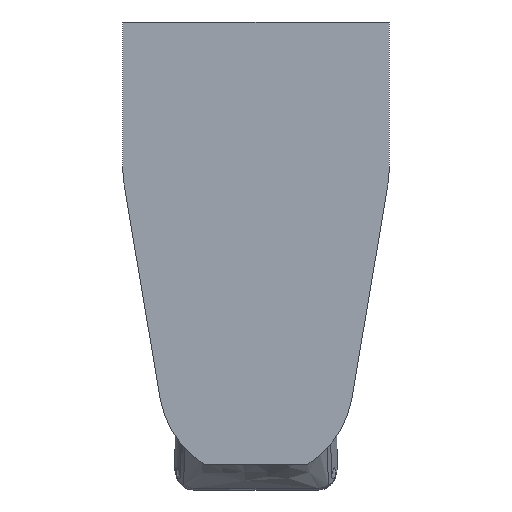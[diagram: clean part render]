
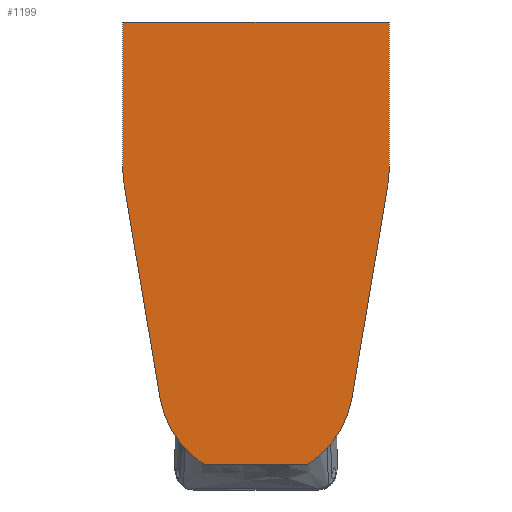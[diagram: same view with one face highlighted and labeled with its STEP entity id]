
A CAD part, front view. The second image highlights one B-rep face of the part: STEP entity #1199.
In plain terms, the highlighted planar face has unit normal (0, -1, 0).
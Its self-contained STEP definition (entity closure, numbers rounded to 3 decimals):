
#77=PLANE('',#1287);
#142=LINE('',#2704,#227);
#153=LINE('',#2735,#238);
#156=LINE('',#2746,#241);
#159=LINE('',#2751,#244);
#160=LINE('',#2754,#245);
#162=LINE('',#2757,#247);
#227=VECTOR('',#1462,10.);
#238=VECTOR('',#1491,10.);
#241=VECTOR('',#1504,10.);
#244=VECTOR('',#1509,10.);
#245=VECTOR('',#1512,10.);
#247=VECTOR('',#1516,10.);
#257=CIRCLE('',#1275,18.5);
#258=CIRCLE('',#1278,13.5);
#259=CIRCLE('',#1280,18.5);
#260=CIRCLE('',#1286,13.5);
#326=FACE_OUTER_BOUND('',#392,.T.);
#392=EDGE_LOOP('',(#1104,#1105,#1106,#1107,#1108,#1109,#1110,#1111,#1112,
#1113));
#559=VERTEX_POINT('',#2701);
#560=VERTEX_POINT('',#2703);
#566=VERTEX_POINT('',#2727);
#567=VERTEX_POINT('',#2729);
#568=VERTEX_POINT('',#2733);
#569=VERTEX_POINT('',#2739);
#570=VERTEX_POINT('',#2741);
#571=VERTEX_POINT('',#2745);
#572=VERTEX_POINT('',#2749);
#573=VERTEX_POINT('',#2753);
#726=EDGE_CURVE('',#560,#559,#142,.T.);
#738=EDGE_CURVE('',#567,#566,#257,.T.);
#741=EDGE_CURVE('',#566,#568,#153,.T.);
#742=EDGE_CURVE('',#568,#560,#258,.T.);
#744=EDGE_CURVE('',#570,#569,#259,.T.);
#746=EDGE_CURVE('',#571,#570,#156,.T.);
#749=EDGE_CURVE('',#569,#572,#159,.T.);
#750=EDGE_CURVE('',#573,#567,#160,.T.);
#752=EDGE_CURVE('',#572,#573,#162,.T.);
#753=EDGE_CURVE('',#559,#571,#260,.T.);
#1104=ORIENTED_EDGE('',*,*,#742,.T.);
#1105=ORIENTED_EDGE('',*,*,#726,.T.);
#1106=ORIENTED_EDGE('',*,*,#753,.T.);
#1107=ORIENTED_EDGE('',*,*,#746,.T.);
#1108=ORIENTED_EDGE('',*,*,#744,.T.);
#1109=ORIENTED_EDGE('',*,*,#749,.T.);
#1110=ORIENTED_EDGE('',*,*,#752,.T.);
#1111=ORIENTED_EDGE('',*,*,#750,.T.);
#1112=ORIENTED_EDGE('',*,*,#738,.T.);
#1113=ORIENTED_EDGE('',*,*,#741,.T.);
#1199=ADVANCED_FACE('',(#326),#77,.F.);
#1275=AXIS2_PLACEMENT_3D('',#2730,#1485,#1486);
#1278=AXIS2_PLACEMENT_3D('',#2737,#1494,#1495);
#1280=AXIS2_PLACEMENT_3D('',#2742,#1499,#1500);
#1286=AXIS2_PLACEMENT_3D('',#2759,#1519,#1520);
#1287=AXIS2_PLACEMENT_3D('',#2760,#1521,#1522);
#1462=DIRECTION('',(1.,0.,0.));
#1485=DIRECTION('center_axis',(0.,-1.,0.));
#1486=DIRECTION('ref_axis',(-0.986,0.,-0.167));
#1491=DIRECTION('',(0.167,0.,-0.986));
#1494=DIRECTION('center_axis',(0.,-1.,0.));
#1495=DIRECTION('ref_axis',(-0.515,0.,-0.857));
#1499=DIRECTION('center_axis',(0.,-1.,0.));
#1500=DIRECTION('ref_axis',(1.,0.,0.));
#1504=DIRECTION('',(0.167,0.,0.986));
#1509=DIRECTION('',(0.,0.,1.));
#1512=DIRECTION('',(0.,0.,-1.));
#1516=DIRECTION('',(-1.,0.,0.));
#1519=DIRECTION('center_axis',(0.,-1.,0.));
#1520=DIRECTION('ref_axis',(-0.515,0.,-0.857));
#1521=DIRECTION('center_axis',(0.,1.,0.));
#1522=DIRECTION('ref_axis',(1.,0.,0.));
#2701=CARTESIAN_POINT('',(87.071,60.5,3.5));
#2703=CARTESIAN_POINT('',(72.929,60.5,3.5));
#2704=CARTESIAN_POINT('',(76.394,60.5,3.5));
#2727=CARTESIAN_POINT('',(61.759,60.5,41.917));
#2729=CARTESIAN_POINT('',(61.5,60.5,45.));
#2730=CARTESIAN_POINT('Origin',(80.,60.5,45.));
#2733=CARTESIAN_POINT('',(66.689,60.5,12.75));
#2735=CARTESIAN_POINT('',(62.663,60.5,36.569));
#2737=CARTESIAN_POINT('Origin',(80.,60.5,15.));
#2739=CARTESIAN_POINT('',(98.5,60.5,45.));
#2741=CARTESIAN_POINT('',(98.241,60.5,41.917));
#2742=CARTESIAN_POINT('Origin',(80.,60.5,45.));
#2745=CARTESIAN_POINT('',(93.311,60.5,12.75));
#2746=CARTESIAN_POINT('',(94.872,60.5,21.986));
#2749=CARTESIAN_POINT('',(98.5,60.5,65.));
#2751=CARTESIAN_POINT('',(98.5,60.5,39.5));
#2753=CARTESIAN_POINT('',(61.5,60.5,65.));
#2754=CARTESIAN_POINT('',(61.5,60.5,49.5));
#2757=CARTESIAN_POINT('',(61.,60.5,65.));
#2759=CARTESIAN_POINT('Origin',(80.,60.5,15.));
#2760=CARTESIAN_POINT('Origin',(80.,60.5,34.));
